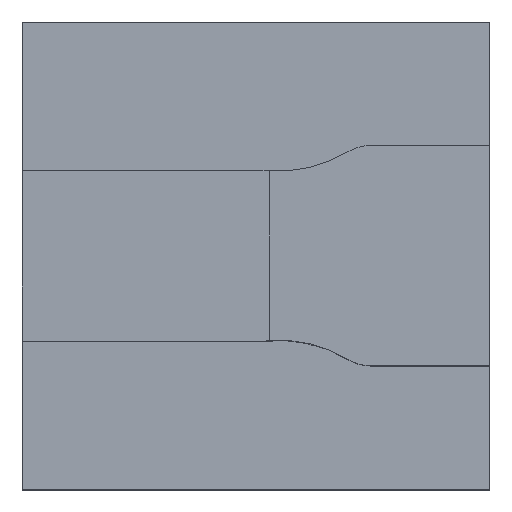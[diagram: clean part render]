
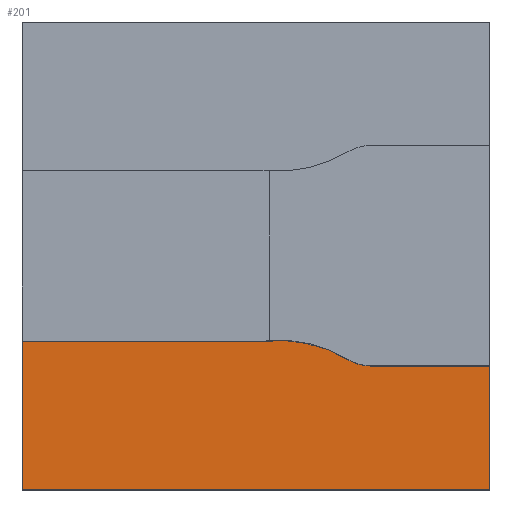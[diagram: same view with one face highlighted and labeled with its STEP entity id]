
A CAD part, top view. The second image highlights one B-rep face of the part: STEP entity #201.
In plain terms, the highlighted planar face has unit normal (0, 0, 1).
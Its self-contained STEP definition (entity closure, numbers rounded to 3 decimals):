
#60=FACE_OUTER_BOUND('',#277,.T.);
#77=LINE('',#953,#133);
#104=LINE('',#1030,#160);
#107=LINE('',#1036,#163);
#108=LINE('',#1038,#164);
#109=LINE('',#1043,#165);
#133=VECTOR('',#765,1.);
#160=VECTOR('',#832,1.);
#163=VECTOR('',#837,1.);
#164=VECTOR('',#840,1.);
#165=VECTOR('',#845,1.);
#201=ADVANCED_FACE('',(#60),#234,.T.);
#234=PLANE('',#710);
#277=EDGE_LOOP('',(#376,#377,#378,#379,#380,#381,#382));
#376=ORIENTED_EDGE('',*,*,#583,.F.);
#377=ORIENTED_EDGE('',*,*,#584,.F.);
#378=ORIENTED_EDGE('',*,*,#585,.F.);
#379=ORIENTED_EDGE('',*,*,#582,.F.);
#380=ORIENTED_EDGE('',*,*,#579,.T.);
#381=ORIENTED_EDGE('',*,*,#586,.T.);
#382=ORIENTED_EDGE('',*,*,#541,.T.);
#483=VERTEX_POINT('',#954);
#484=VERTEX_POINT('',#955);
#512=VERTEX_POINT('',#1029);
#513=VERTEX_POINT('',#1031);
#514=VERTEX_POINT('',#1035);
#515=VERTEX_POINT('',#1039);
#516=VERTEX_POINT('',#1041);
#541=EDGE_CURVE('',#483,#484,#77,.T.);
#579=EDGE_CURVE('',#513,#512,#104,.T.);
#582=EDGE_CURVE('',#513,#514,#107,.T.);
#583=EDGE_CURVE('',#515,#484,#108,.T.);
#584=EDGE_CURVE('',#516,#515,#636,.T.);
#585=EDGE_CURVE('',#514,#516,#637,.T.);
#586=EDGE_CURVE('',#512,#483,#109,.T.);
#636=CIRCLE('',#708,10.);
#637=CIRCLE('',#709,30.);
#708=AXIS2_PLACEMENT_3D('',#1040,#841,#842);
#709=AXIS2_PLACEMENT_3D('',#1042,#843,#844);
#710=AXIS2_PLACEMENT_3D('',#1044,#846,#847);
#765=DIRECTION('',(0.,1.,0.));
#832=DIRECTION('',(0.,-1.,0.));
#837=DIRECTION('',(1.,0.,0.));
#840=DIRECTION('',(1.,0.,0.));
#841=DIRECTION('',(0.,0.,1.));
#842=DIRECTION('',(1.,0.,0.));
#843=DIRECTION('',(0.,0.,-1.));
#844=DIRECTION('',(1.,0.,0.));
#845=DIRECTION('',(1.,0.,0.));
#846=DIRECTION('',(0.,0.,1.));
#847=DIRECTION('',(1.,0.,0.));
#953=CARTESIAN_POINT('',(49.,-52.,0.));
#954=CARTESIAN_POINT('',(49.,-52.,0.));
#955=CARTESIAN_POINT('',(49.,-24.5,0.));
#1029=CARTESIAN_POINT('',(-55.,-52.,0.));
#1030=CARTESIAN_POINT('',(-55.,52.,0.));
#1031=CARTESIAN_POINT('',(-55.,-19.,0.));
#1035=CARTESIAN_POINT('',(-1.458,-19.,0.));
#1036=CARTESIAN_POINT('',(-1.458,-19.,0.));
#1038=CARTESIAN_POINT('',(49.,-24.5,0.));
#1039=CARTESIAN_POINT('',(22.579,-24.5,0.));
#1040=CARTESIAN_POINT('',(22.579,-14.5,0.));
#1041=CARTESIAN_POINT('',(17.435,-23.075,0.));
#1042=CARTESIAN_POINT('',(2.,-48.8,0.));
#1043=CARTESIAN_POINT('',(-55.,-52.,0.));
#1044=CARTESIAN_POINT('',(49.,52.,0.));
